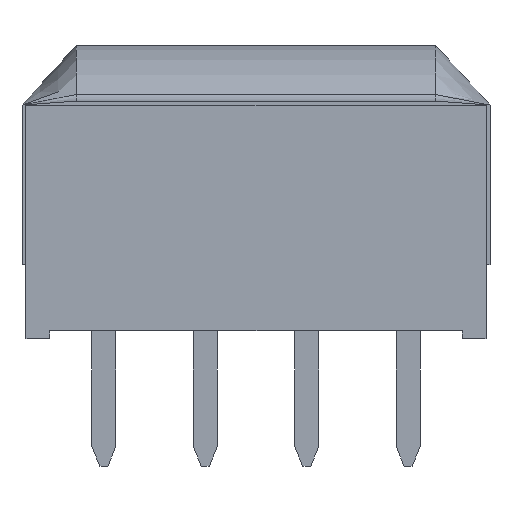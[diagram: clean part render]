
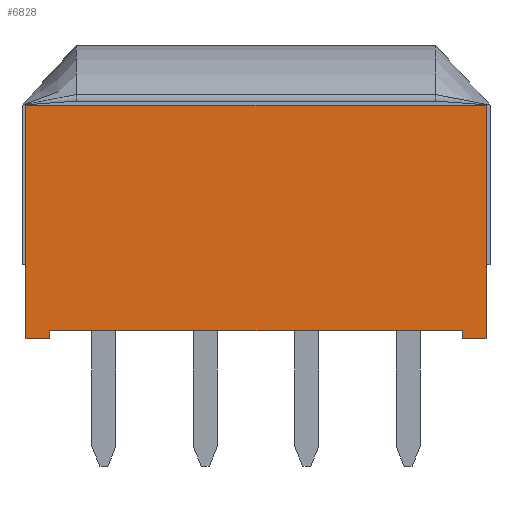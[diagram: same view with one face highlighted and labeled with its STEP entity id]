
A CAD part, front view. The second image highlights one B-rep face of the part: STEP entity #6828.
In plain terms, the highlighted planar face has unit normal (0, -1, 0).
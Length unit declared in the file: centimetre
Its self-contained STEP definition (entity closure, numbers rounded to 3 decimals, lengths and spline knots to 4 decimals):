
#195=PLANE('',#7215);
#591=FACE_OUTER_BOUND('',#958,.T.);
#958=EDGE_LOOP('',(#5850,#5851,#5852,#5853,#5854,#5855,#5856,#5857));
#1706=LINE('',#10954,#2553);
#1724=LINE('',#10993,#2571);
#1739=LINE('',#11024,#2586);
#1748=LINE('',#11041,#2595);
#1749=LINE('',#11043,#2596);
#1750=LINE('',#11044,#2597);
#1751=LINE('',#11046,#2598);
#1752=LINE('',#11047,#2599);
#2553=VECTOR('',#8271,1.);
#2571=VECTOR('',#8297,1.);
#2586=VECTOR('',#8316,1.);
#2595=VECTOR('',#8329,1.);
#2596=VECTOR('',#8330,1.);
#2597=VECTOR('',#8331,1.);
#2598=VECTOR('',#8332,1.);
#2599=VECTOR('',#8333,1.);
#3347=VERTEX_POINT('',#10951);
#3348=VERTEX_POINT('',#10953);
#3362=VERTEX_POINT('',#10986);
#3365=VERTEX_POINT('',#10991);
#3379=VERTEX_POINT('',#11023);
#3385=VERTEX_POINT('',#11040);
#3386=VERTEX_POINT('',#11042);
#3387=VERTEX_POINT('',#11045);
#4207=EDGE_CURVE('',#3347,#3348,#1706,.T.);
#4225=EDGE_CURVE('',#3365,#3362,#1724,.T.);
#4240=EDGE_CURVE('',#3379,#3348,#1739,.T.);
#4249=EDGE_CURVE('',#3347,#3385,#1748,.T.);
#4250=EDGE_CURVE('',#3385,#3386,#1749,.T.);
#4251=EDGE_CURVE('',#3386,#3362,#1750,.T.);
#4252=EDGE_CURVE('',#3365,#3387,#1751,.T.);
#4253=EDGE_CURVE('',#3379,#3387,#1752,.T.);
#5850=ORIENTED_EDGE('',*,*,#4249,.T.);
#5851=ORIENTED_EDGE('',*,*,#4250,.T.);
#5852=ORIENTED_EDGE('',*,*,#4251,.T.);
#5853=ORIENTED_EDGE('',*,*,#4225,.F.);
#5854=ORIENTED_EDGE('',*,*,#4252,.T.);
#5855=ORIENTED_EDGE('',*,*,#4253,.F.);
#5856=ORIENTED_EDGE('',*,*,#4240,.T.);
#5857=ORIENTED_EDGE('',*,*,#4207,.F.);
#6828=ADVANCED_FACE('',(#591),#195,.T.);
#7215=AXIS2_PLACEMENT_3D('',#11039,#8327,#8328);
#8271=DIRECTION('',(-1.,0.,0.));
#8297=DIRECTION('',(-1.,0.,0.));
#8316=DIRECTION('',(0.,0.,-1.));
#8327=DIRECTION('center_axis',(0.,-1.,0.));
#8328=DIRECTION('ref_axis',(0.,0.,-1.));
#8329=DIRECTION('',(0.,0.,1.));
#8330=DIRECTION('',(1.,0.,0.));
#8331=DIRECTION('',(0.,0.,-1.));
#8332=DIRECTION('',(0.,0.,1.));
#8333=DIRECTION('',(1.,0.,0.));
#10951=CARTESIAN_POINT('',(-0.516,-0.495,-0.2925));
#10953=CARTESIAN_POINT('',(-0.576,-0.495,-0.2925));
#10954=CARTESIAN_POINT('',(0.,-0.495,-0.2925));
#10986=CARTESIAN_POINT('',(0.516,-0.495,-0.2925));
#10991=CARTESIAN_POINT('',(0.576,-0.495,-0.2925));
#10993=CARTESIAN_POINT('',(0.,-0.495,-0.2925));
#11023=CARTESIAN_POINT('',(-0.576,-0.495,0.2925));
#11024=CARTESIAN_POINT('',(-0.576,-0.495,-0.2925));
#11039=CARTESIAN_POINT('Origin',(0.,-0.495,-0.2925));
#11040=CARTESIAN_POINT('',(-0.516,-0.495,-0.2725));
#11041=CARTESIAN_POINT('',(-0.516,-0.495,-0.2925));
#11042=CARTESIAN_POINT('',(0.516,-0.495,-0.2725));
#11043=CARTESIAN_POINT('',(0.,-0.495,-0.2725));
#11044=CARTESIAN_POINT('',(0.516,-0.495,-0.2925));
#11045=CARTESIAN_POINT('',(0.576,-0.495,0.2925));
#11046=CARTESIAN_POINT('',(0.576,-0.495,-0.2925));
#11047=CARTESIAN_POINT('',(0.,-0.495,0.2925));
